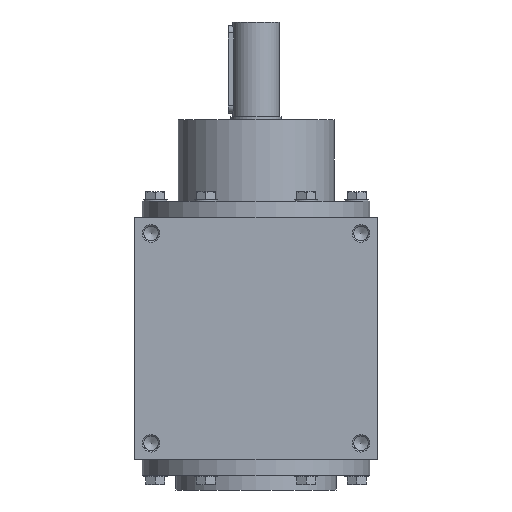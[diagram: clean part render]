
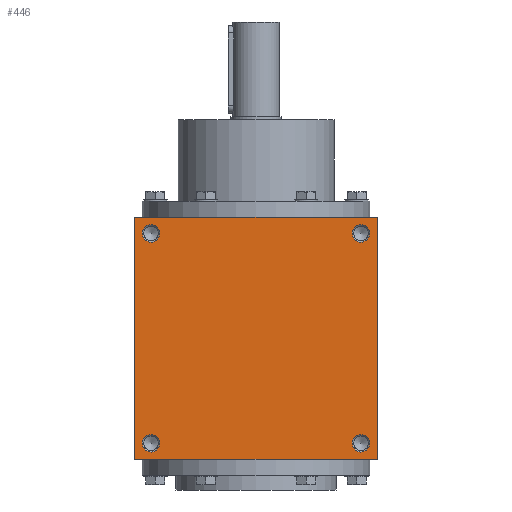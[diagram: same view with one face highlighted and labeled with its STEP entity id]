
A CAD part, left-side view. The second image highlights one B-rep face of the part: STEP entity #446.
In plain terms, the highlighted face is planar.
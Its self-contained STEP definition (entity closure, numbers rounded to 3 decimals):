
#446 = ADVANCED_FACE( '', ( #899, #900, #901, #902, #903 ), #904, .F. );
#899 = FACE_BOUND( '', #1600, .T. );
#900 = FACE_BOUND( '', #1601, .T. );
#901 = FACE_BOUND( '', #1602, .T. );
#902 = FACE_BOUND( '', #1603, .T. );
#903 = FACE_OUTER_BOUND( '', #1604, .T. );
#904 = PLANE( '', #1605 );
#1600 = EDGE_LOOP( '', ( #2299 ) );
#1601 = EDGE_LOOP( '', ( #2300 ) );
#1602 = EDGE_LOOP( '', ( #2301 ) );
#1603 = EDGE_LOOP( '', ( #2302 ) );
#1604 = EDGE_LOOP( '', ( #2303, #2304, #2305, #2306 ) );
#1605 = AXIS2_PLACEMENT_3D( '', #2307, #2308, #2309 );
#2299 = ORIENTED_EDGE( '', *, *, #3621, .F. );
#2300 = ORIENTED_EDGE( '', *, *, #3622, .T. );
#2301 = ORIENTED_EDGE( '', *, *, #3623, .F. );
#2302 = ORIENTED_EDGE( '', *, *, #3624, .T. );
#2303 = ORIENTED_EDGE( '', *, *, #3625, .F. );
#2304 = ORIENTED_EDGE( '', *, *, #3626, .F. );
#2305 = ORIENTED_EDGE( '', *, *, #3627, .F. );
#2306 = ORIENTED_EDGE( '', *, *, #3628, .F. );
#2307 = CARTESIAN_POINT( '', ( 0., 0., -83. ) );
#2308 = DIRECTION( '', ( 0., 0., 1. ) );
#2309 = DIRECTION( '', ( 1., 0., 0. ) );
#3621 = EDGE_CURVE( '', #4132, #4132, #4133, .T. );
#3622 = EDGE_CURVE( '', #4134, #4134, #4135, .T. );
#3623 = EDGE_CURVE( '', #4136, #4136, #4137, .T. );
#3624 = EDGE_CURVE( '', #4138, #4138, #4139, .T. );
#3625 = EDGE_CURVE( '', #4140, #4141, #4142, .T. );
#3626 = EDGE_CURVE( '', #4143, #4140, #4144, .T. );
#3627 = EDGE_CURVE( '', #4145, #4143, #4146, .T. );
#3628 = EDGE_CURVE( '', #4141, #4145, #4147, .T. );
#4132 = VERTEX_POINT( '', #4841 );
#4133 = CIRCLE( '', #4842, 6. );
#4134 = VERTEX_POINT( '', #4843 );
#4135 = CIRCLE( '', #4844, 6. );
#4136 = VERTEX_POINT( '', #4845 );
#4137 = CIRCLE( '', #4846, 6. );
#4138 = VERTEX_POINT( '', #4847 );
#4139 = CIRCLE( '', #4848, 6. );
#4140 = VERTEX_POINT( '', #4849 );
#4141 = VERTEX_POINT( '', #4850 );
#4142 = LINE( '', #4851, #4852 );
#4143 = VERTEX_POINT( '', #4853 );
#4144 = LINE( '', #4854, #4855 );
#4145 = VERTEX_POINT( '', #4856 );
#4146 = LINE( '', #4857, #4858 );
#4147 = LINE( '', #4859, #4860 );
#4841 = CARTESIAN_POINT( '', ( -78., 72., -83. ) );
#4842 = AXIS2_PLACEMENT_3D( '', #5817, #5818, #5819 );
#4843 = CARTESIAN_POINT( '', ( 78., 72., -83. ) );
#4844 = AXIS2_PLACEMENT_3D( '', #5820, #5821, #5822 );
#4845 = CARTESIAN_POINT( '', ( -78., -72., -83. ) );
#4846 = AXIS2_PLACEMENT_3D( '', #5823, #5824, #5825 );
#4847 = CARTESIAN_POINT( '', ( 78., -72., -83. ) );
#4848 = AXIS2_PLACEMENT_3D( '', #5826, #5827, #5828 );
#4849 = CARTESIAN_POINT( '', ( -83., 83., -83. ) );
#4850 = CARTESIAN_POINT( '', ( -83., -83., -83. ) );
#4851 = CARTESIAN_POINT( '', ( -83., 83., -83. ) );
#4852 = VECTOR( '', #5829, 1000. );
#4853 = CARTESIAN_POINT( '', ( 83., 83., -83. ) );
#4854 = CARTESIAN_POINT( '', ( 83., 83., -83. ) );
#4855 = VECTOR( '', #5830, 1000. );
#4856 = CARTESIAN_POINT( '', ( 83., -83., -83. ) );
#4857 = CARTESIAN_POINT( '', ( 83., -83., -83. ) );
#4858 = VECTOR( '', #5831, 1000. );
#4859 = CARTESIAN_POINT( '', ( -83., -83., -83. ) );
#4860 = VECTOR( '', #5832, 1000. );
#5817 = CARTESIAN_POINT( '', ( -72., 72., -83. ) );
#5818 = DIRECTION( '', ( 0., 0., -1. ) );
#5819 = DIRECTION( '', ( -1., 0., 0. ) );
#5820 = CARTESIAN_POINT( '', ( 72., 72., -83. ) );
#5821 = DIRECTION( '', ( 0., 0., 1. ) );
#5822 = DIRECTION( '', ( 1., 0., 0. ) );
#5823 = CARTESIAN_POINT( '', ( -72., -72., -83. ) );
#5824 = DIRECTION( '', ( 0., 0., -1. ) );
#5825 = DIRECTION( '', ( -1., 0., 0. ) );
#5826 = CARTESIAN_POINT( '', ( 72., -72., -83. ) );
#5827 = DIRECTION( '', ( 0., 0., 1. ) );
#5828 = DIRECTION( '', ( 1., 0., 0. ) );
#5829 = DIRECTION( '', ( 0., -1., 0. ) );
#5830 = DIRECTION( '', ( -1., 0., 0. ) );
#5831 = DIRECTION( '', ( 0., 1., 0. ) );
#5832 = DIRECTION( '', ( 1., 0., 0. ) );
